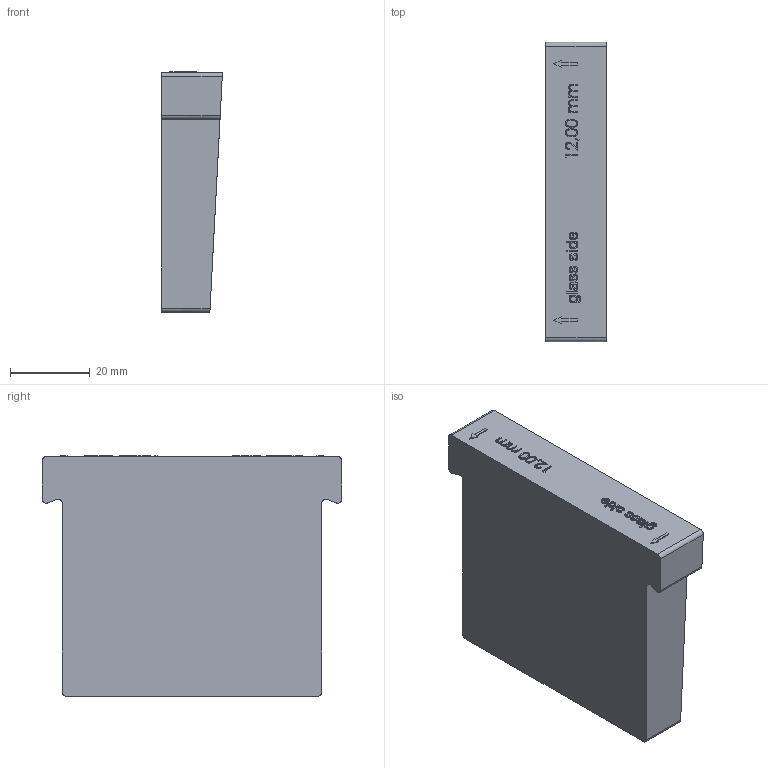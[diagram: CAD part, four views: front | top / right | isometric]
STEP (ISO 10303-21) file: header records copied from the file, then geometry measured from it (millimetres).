
FILE_DESCRIPTION (( 'STEP AP214' ), '1' );
FILE_NAME ('A19-0004-plast 12,00.STEP', '2022-09-28T07:45:36', ( '' ), ( '' ), 'SwSTEP 2.0', 'SolidWorks 2019', '' );
FILE_SCHEMA (( 'AUTOMOTIVE_DESIGN' ));
Length unit declared in the file: millimetre
Products named in the file (1): A19-0004-plast 12,00
Bounding box: 15.25 x 75 x 60.2 mm (x, y, z)
Volume: 23091.8 mm3; surface area: 22956.3 mm2
Topology: 1 solids, 1 shells, 335 faces, 876 edges, 584 vertices
Faces by surface type: plane 198, cylinder 73, bspline 64
Entity records: 14794 total; most frequent: CARTESIAN_POINT 7076, ORIENTED_EDGE 1752, DIRECTION 1294, EDGE_CURVE 876, VECTOR 602, LINE 602, VERTEX_POINT 584, EDGE_LOOP 376
